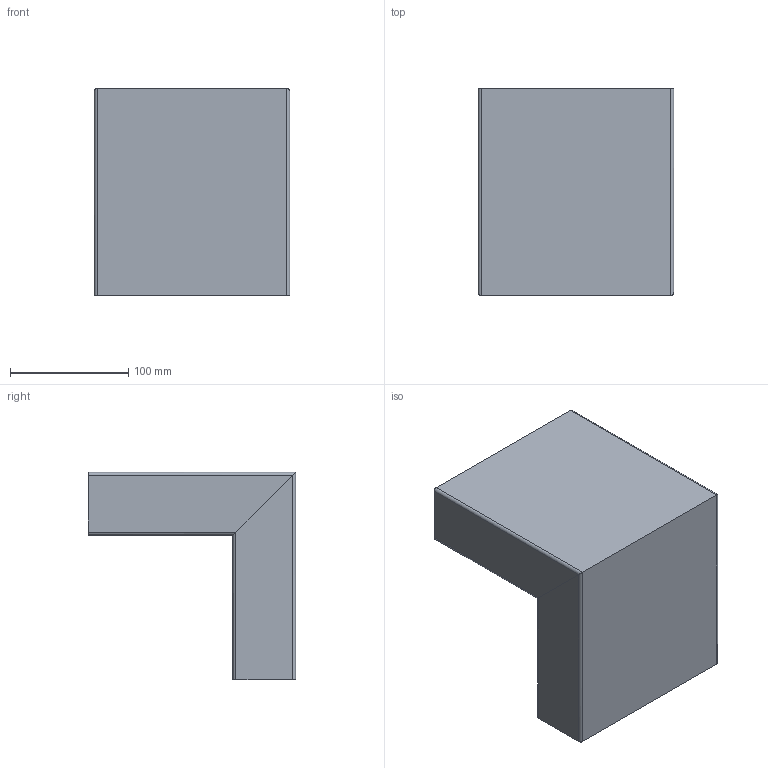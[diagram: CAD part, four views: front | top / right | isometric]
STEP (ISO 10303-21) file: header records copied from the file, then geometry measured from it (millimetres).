
FILE_DESCRIPTION (( 'STEP AP214' ), '1' );
FILE_NAME ('6113432.stp', '2016-05-24T08:29:42', ( '' ), ( '' ), 'SwSTEP 2.0', 'SolidWorks 2014', '' );
FILE_SCHEMA (( 'AUTOMOTIVE_DESIGN' ));
Length unit declared in the file: millimetre
Products named in the file (2): 6113432; 091700_Doppelkanal 53165
Assembly tree (2 placements, depth 2):
  6113432
    091700_Doppelkanal 53165  x2
Bounding box: 165 x 175 x 175 mm (x, y, z)
Volume: 351927.4 mm3; surface area: 258004.1 mm2
Topology: 4 solids, 4 shells, 126 faces, 354 edges, 236 vertices
Faces by surface type: plane 106, cylinder 20
Entity records: 2088 total; most frequent: CARTESIAN_POINT 381, ORIENTED_EDGE 354, DIRECTION 321, EDGE_CURVE 177, LINE 157, VECTOR 157, VERTEX_POINT 118, AXIS2_PLACEMENT_3D 82
